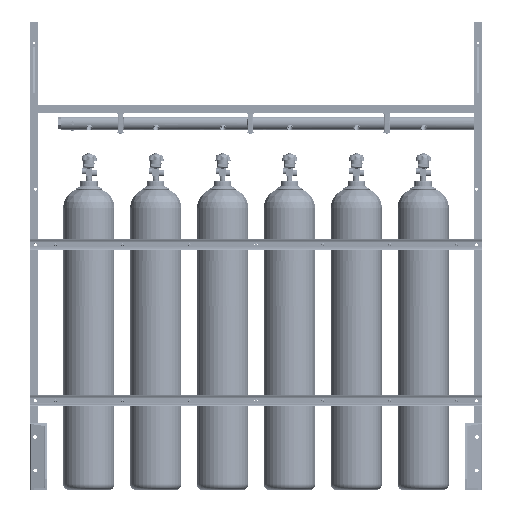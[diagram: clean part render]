
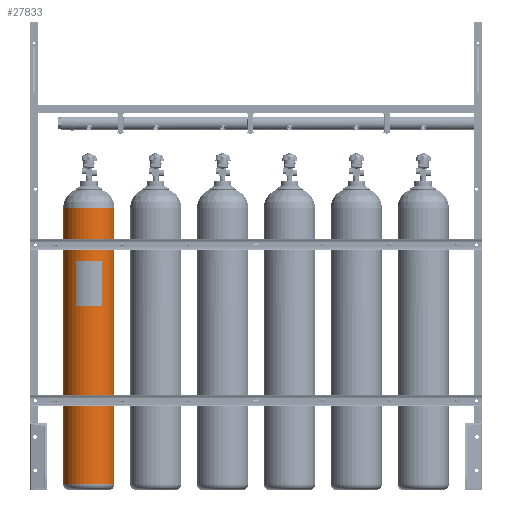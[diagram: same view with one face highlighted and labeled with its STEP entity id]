
A CAD part, top view. The second image highlights one B-rep face of the part: STEP entity #27833.
In plain terms, the highlighted cylindrical face has radius 116.635 mm (diameter 233.269 mm), a partial arc.
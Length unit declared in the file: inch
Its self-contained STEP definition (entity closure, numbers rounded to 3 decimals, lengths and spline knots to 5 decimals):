
#3155 = DIRECTION ( 'NONE',  ( -1., 0., 0. ) ) ;
#4378 = EDGE_CURVE ( 'NONE', #15717, #56906, #27379, .T. ) ;
#4606 = LINE ( 'NONE', #47232, #50038 ) ;
#4937 = CARTESIAN_POINT ( 'NONE',  ( 4.59191, -54.5, 0. ) ) ;
#4944 = ORIENTED_EDGE ( 'NONE', *, *, #4378, .T. ) ;
#5353 = CIRCLE ( 'NONE', #10240, 4.59191 ) ;
#5605 = CARTESIAN_POINT ( 'NONE',  ( -4.59191, -54.5, 0. ) ) ;
#6423 = EDGE_LOOP ( 'NONE', ( #37538, #4944, #25823, #20296 ) ) ;
#10240 = AXIS2_PLACEMENT_3D ( 'NONE', #36654, #54922, #3155 ) ;
#15550 = EDGE_CURVE ( 'NONE', #51578, #15717, #5353, .T. ) ;
#15717 = VERTEX_POINT ( 'NONE', #4937 ) ;
#16370 = VERTEX_POINT ( 'NONE', #26990 ) ;
#20296 = ORIENTED_EDGE ( 'NONE', *, *, #60151, .F. ) ;
#21897 = CARTESIAN_POINT ( 'NONE',  ( 4.59191, 0., 0. ) ) ;
#25823 = ORIENTED_EDGE ( 'NONE', *, *, #34937, .F. ) ;
#26063 = CIRCLE ( 'NONE', #45453, 4.59191 ) ;
#26990 = CARTESIAN_POINT ( 'NONE',  ( -4.59191, -4.92411, 0. ) ) ;
#27379 = LINE ( 'NONE', #21897, #29475 ) ;
#27833 = ADVANCED_FACE ( 'NONE', ( #59735 ), #45113, .T. ) ;
#28568 = DIRECTION ( 'NONE',  ( 0., 1., 0. ) ) ;
#29475 = VECTOR ( 'NONE', #40777, 39.37008 ) ;
#33232 = DIRECTION ( 'NONE',  ( 0., 1., 0. ) ) ;
#33748 = DIRECTION ( 'NONE',  ( -1., 0., 0. ) ) ;
#34937 = EDGE_CURVE ( 'NONE', #16370, #56906, #26063, .T. ) ;
#36654 = CARTESIAN_POINT ( 'NONE',  ( 0., -54.5, 0. ) ) ;
#37538 = ORIENTED_EDGE ( 'NONE', *, *, #15550, .T. ) ;
#40777 = DIRECTION ( 'NONE',  ( 0., 1., 0. ) ) ;
#45113 = CYLINDRICAL_SURFACE ( 'NONE', #56022, 4.59191 ) ;
#45453 = AXIS2_PLACEMENT_3D ( 'NONE', #56896, #28568, #33748 ) ;
#45703 = DIRECTION ( 'NONE',  ( -1., 0., 0. ) ) ;
#46320 = CARTESIAN_POINT ( 'NONE',  ( 0., 0., 0. ) ) ;
#46523 = CARTESIAN_POINT ( 'NONE',  ( 4.59191, -4.92411, 0. ) ) ;
#47232 = CARTESIAN_POINT ( 'NONE',  ( -4.59191, 0., 0. ) ) ;
#50038 = VECTOR ( 'NONE', #33232, 39.37008 ) ;
#50890 = DIRECTION ( 'NONE',  ( 0., 1., 0. ) ) ;
#51578 = VERTEX_POINT ( 'NONE', #5605 ) ;
#54922 = DIRECTION ( 'NONE',  ( 0., 1., 0. ) ) ;
#56022 = AXIS2_PLACEMENT_3D ( 'NONE', #46320, #50890, #45703 ) ;
#56896 = CARTESIAN_POINT ( 'NONE',  ( 0., -4.92411, 0. ) ) ;
#56906 = VERTEX_POINT ( 'NONE', #46523 ) ;
#59735 = FACE_OUTER_BOUND ( 'NONE', #6423, .T. ) ;
#60151 = EDGE_CURVE ( 'NONE', #51578, #16370, #4606, .T. ) ;
